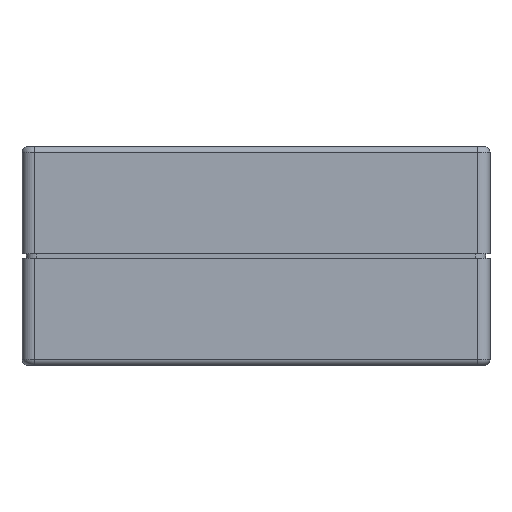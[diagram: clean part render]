
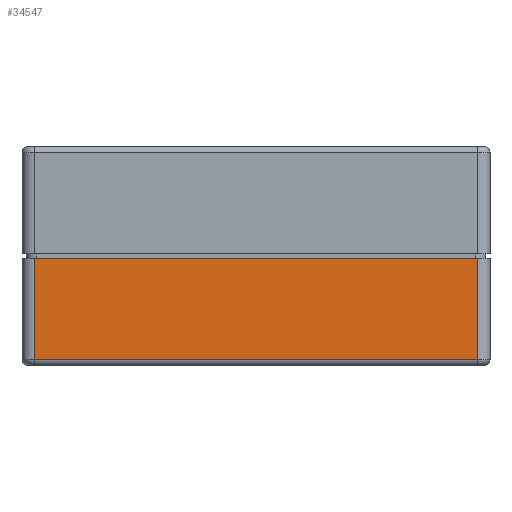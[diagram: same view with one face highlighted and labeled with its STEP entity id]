
A CAD part, front view. The second image highlights one B-rep face of the part: STEP entity #34547.
In plain terms, the highlighted planar face has unit normal (0, -1, 0).
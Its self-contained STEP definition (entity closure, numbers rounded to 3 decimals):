
#1068 = DIRECTION ( 'NONE',  ( -1., 0., 0. ) ) ;
#3011 = VECTOR ( 'NONE', #10140, 1000. ) ;
#3531 = EDGE_CURVE ( 'NONE', #18044, #10543, #33443, .T. ) ;
#4364 = AXIS2_PLACEMENT_3D ( 'NONE', #14351, #42701, #1068 ) ;
#5046 = CARTESIAN_POINT ( 'NONE',  ( 2., 0., 1. ) ) ;
#8320 = CARTESIAN_POINT ( 'NONE',  ( 73., 0., 17.2 ) ) ;
#10140 = DIRECTION ( 'NONE',  ( 0., 0., 1. ) ) ;
#10543 = VERTEX_POINT ( 'NONE', #5046 ) ;
#10840 = VERTEX_POINT ( 'NONE', #8320 ) ;
#12045 = EDGE_LOOP ( 'NONE', ( #36396, #14676, #34549, #19307 ) ) ;
#12263 = EDGE_CURVE ( 'NONE', #18044, #10840, #40573, .T. ) ;
#13875 = VERTEX_POINT ( 'NONE', #38251 ) ;
#14351 = CARTESIAN_POINT ( 'NONE',  ( 75., 0., 17.2 ) ) ;
#14676 = ORIENTED_EDGE ( 'NONE', *, *, #37316, .T. ) ;
#17726 = PLANE ( 'NONE',  #4364 ) ;
#18044 = VERTEX_POINT ( 'NONE', #25375 ) ;
#19307 = ORIENTED_EDGE ( 'NONE', *, *, #12263, .F. ) ;
#23024 = CARTESIAN_POINT ( 'NONE',  ( 75., 0., 17.2 ) ) ;
#23464 = DIRECTION ( 'NONE',  ( 1., 0., 0. ) ) ;
#23908 = DIRECTION ( 'NONE',  ( 1., 0., 0. ) ) ;
#24920 = FACE_OUTER_BOUND ( 'NONE', #12045, .T. ) ;
#25375 = CARTESIAN_POINT ( 'NONE',  ( 2., 0., 17.2 ) ) ;
#26475 = CARTESIAN_POINT ( 'NONE',  ( 2., 0., 17.2 ) ) ;
#26621 = LINE ( 'NONE', #40358, #36842 ) ;
#26935 = VECTOR ( 'NONE', #23908, 1000. ) ;
#30810 = CARTESIAN_POINT ( 'NONE',  ( 73., 0., 17.2 ) ) ;
#32486 = VECTOR ( 'NONE', #40208, 1000. ) ;
#33443 = LINE ( 'NONE', #26475, #32486 ) ;
#34547 = ADVANCED_FACE ( 'NONE', ( #24920 ), #17726, .F. ) ;
#34549 = ORIENTED_EDGE ( 'NONE', *, *, #36786, .T. ) ;
#36396 = ORIENTED_EDGE ( 'NONE', *, *, #3531, .T. ) ;
#36786 = EDGE_CURVE ( 'NONE', #13875, #10840, #40956, .T. ) ;
#36842 = VECTOR ( 'NONE', #23464, 1000. ) ;
#37316 = EDGE_CURVE ( 'NONE', #10543, #13875, #26621, .T. ) ;
#38251 = CARTESIAN_POINT ( 'NONE',  ( 73., 0., 1. ) ) ;
#40208 = DIRECTION ( 'NONE',  ( 0., 0., -1. ) ) ;
#40358 = CARTESIAN_POINT ( 'NONE',  ( 73., 0., 1. ) ) ;
#40573 = LINE ( 'NONE', #23024, #26935 ) ;
#40956 = LINE ( 'NONE', #30810, #3011 ) ;
#42701 = DIRECTION ( 'NONE',  ( 0., 1., 0. ) ) ;
